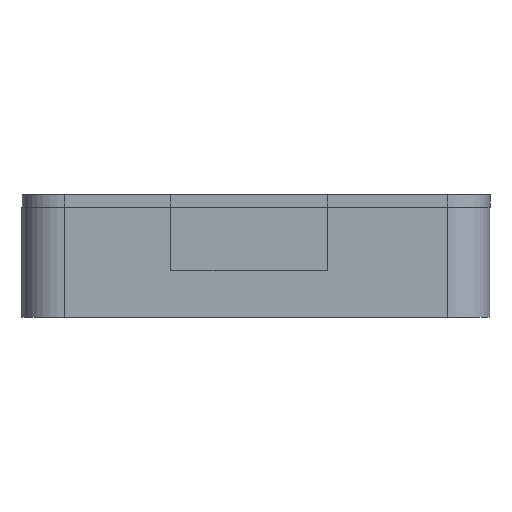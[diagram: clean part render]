
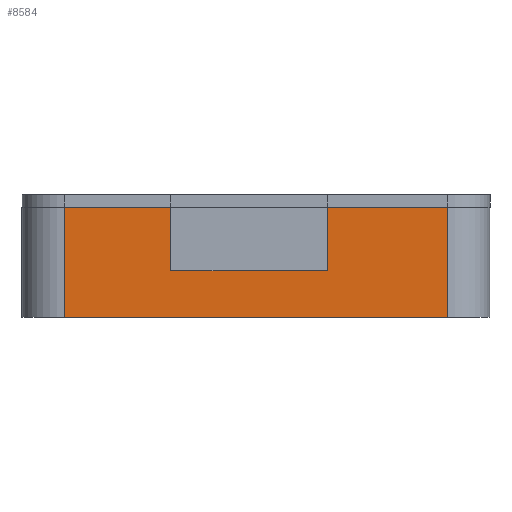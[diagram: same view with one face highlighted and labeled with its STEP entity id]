
A CAD part, left-side view. The second image highlights one B-rep face of the part: STEP entity #8584.
In plain terms, the highlighted planar face has unit normal (-1, 0, 0).
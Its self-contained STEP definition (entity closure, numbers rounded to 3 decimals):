
#995=PLANE('',#8948);
#1434=FACE_OUTER_BOUND('',#1990,.T.);
#1990=EDGE_LOOP('',(#7953,#7954,#7955,#7956,#7957,#7958,#7959,#7960));
#2621=LINE('',#16874,#3263);
#2625=LINE('',#16903,#3267);
#2627=LINE('',#16907,#3269);
#2628=LINE('',#16909,#3270);
#2629=LINE('',#16911,#3271);
#2630=LINE('',#16913,#3272);
#2631=LINE('',#16915,#3273);
#2632=LINE('',#16916,#3274);
#3263=VECTOR('',#10178,10.);
#3267=VECTOR('',#10210,10.);
#3269=VECTOR('',#10214,10.);
#3270=VECTOR('',#10215,10.);
#3271=VECTOR('',#10216,10.);
#3272=VECTOR('',#10217,10.);
#3273=VECTOR('',#10218,10.);
#3274=VECTOR('',#10219,10.);
#4247=VERTEX_POINT('',#16870);
#4249=VERTEX_POINT('',#16873);
#4260=VERTEX_POINT('',#16901);
#4261=VERTEX_POINT('',#16906);
#4262=VERTEX_POINT('',#16908);
#4263=VERTEX_POINT('',#16910);
#4264=VERTEX_POINT('',#16912);
#4265=VERTEX_POINT('',#16914);
#5490=EDGE_CURVE('',#4249,#4247,#2621,.T.);
#5502=EDGE_CURVE('',#4260,#4247,#2625,.T.);
#5504=EDGE_CURVE('',#4261,#4260,#2627,.T.);
#5505=EDGE_CURVE('',#4261,#4262,#2628,.T.);
#5506=EDGE_CURVE('',#4262,#4263,#2629,.T.);
#5507=EDGE_CURVE('',#4263,#4264,#2630,.T.);
#5508=EDGE_CURVE('',#4265,#4264,#2631,.T.);
#5509=EDGE_CURVE('',#4249,#4265,#2632,.T.);
#7953=ORIENTED_EDGE('',*,*,#5502,.F.);
#7954=ORIENTED_EDGE('',*,*,#5504,.F.);
#7955=ORIENTED_EDGE('',*,*,#5505,.T.);
#7956=ORIENTED_EDGE('',*,*,#5506,.T.);
#7957=ORIENTED_EDGE('',*,*,#5507,.T.);
#7958=ORIENTED_EDGE('',*,*,#5508,.F.);
#7959=ORIENTED_EDGE('',*,*,#5509,.F.);
#7960=ORIENTED_EDGE('',*,*,#5490,.T.);
#8584=ADVANCED_FACE('',(#1434),#995,.T.);
#8948=AXIS2_PLACEMENT_3D('',#16905,#10212,#10213);
#10178=DIRECTION('',(0.,-1.,0.));
#10210=DIRECTION('',(0.,0.,-1.));
#10212=DIRECTION('center_axis',(-1.,0.,0.));
#10213=DIRECTION('ref_axis',(0.,-1.,0.));
#10214=DIRECTION('',(0.,-1.,0.));
#10215=DIRECTION('',(0.,0.,-1.));
#10216=DIRECTION('',(0.,1.,0.));
#10217=DIRECTION('',(0.,0.,1.));
#10218=DIRECTION('',(0.,-1.,0.));
#10219=DIRECTION('',(0.,0.,1.));
#16870=CARTESIAN_POINT('',(-9.5,-4.5,0.));
#16873=CARTESIAN_POINT('',(-9.5,40.7,0.));
#16874=CARTESIAN_POINT('',(-9.5,45.7,0.));
#16901=CARTESIAN_POINT('',(-9.5,-4.5,13.));
#16903=CARTESIAN_POINT('',(-9.5,-4.5,0.));
#16905=CARTESIAN_POINT('Origin',(-9.5,45.7,0.));
#16906=CARTESIAN_POINT('',(-9.5,9.646,13.));
#16907=CARTESIAN_POINT('',(-9.5,45.7,13.));
#16908=CARTESIAN_POINT('',(-9.5,9.646,5.5));
#16909=CARTESIAN_POINT('',(-9.5,9.646,6.5));
#16910=CARTESIAN_POINT('',(-9.5,28.146,5.5));
#16911=CARTESIAN_POINT('',(-9.5,32.298,5.5));
#16912=CARTESIAN_POINT('',(-9.5,28.146,13.));
#16913=CARTESIAN_POINT('',(-9.5,28.146,6.5));
#16914=CARTESIAN_POINT('',(-9.5,40.7,13.));
#16915=CARTESIAN_POINT('',(-9.5,45.7,13.));
#16916=CARTESIAN_POINT('',(-9.5,40.7,0.));
